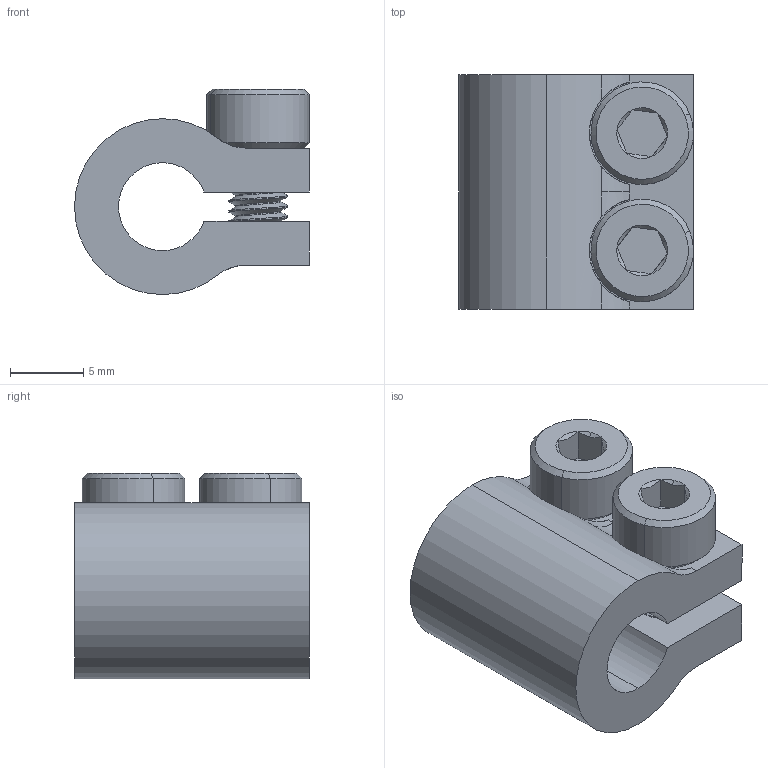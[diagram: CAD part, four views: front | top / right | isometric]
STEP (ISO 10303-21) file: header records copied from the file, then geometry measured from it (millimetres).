
FILE_DESCRIPTION (( 'STEP AP203' ), '1' );
FILE_NAME ('4000-0006-0006 assembly.STEP', '2018-01-08T17:21:36', ( '' ), ( '' ), 'SwSTEP 2.0', 'SolidWorks 2016', '' );
FILE_SCHEMA (( 'CONFIG_CONTROL_DESIGN' ));
Length unit declared in the file: millimetre
Products named in the file (3): 4000-0006-0006 assembly; 2800-0004-0008_90128A207; 4000-0006-0006
Assembly tree (3 placements, depth 2):
  4000-0006-0006 assembly
    4000-0006-0006
    2800-0004-0008_90128A207  x2
Bounding box: 16.03 x 16 x 14 mm (x, y, z)
Volume: 1991.1 mm3; surface area: 2207.3 mm2
Topology: 3 solids, 3 shells, 220 faces, 602 edges, 390 vertices
Faces by surface type: cylinder 158, plane 28, cone 26, bspline 8
Entity records: 10993 total; most frequent: CARTESIAN_POINT 7436, ORIENTED_EDGE 818, DIRECTION 556, EDGE_CURVE 409, VERTEX_POINT 267, AXIS2_PLACEMENT_3D 206, EDGE_LOOP 154, FACE_OUTER_BOUND 146
